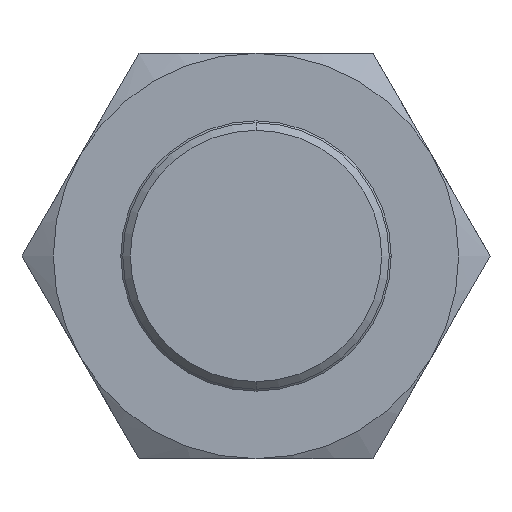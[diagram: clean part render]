
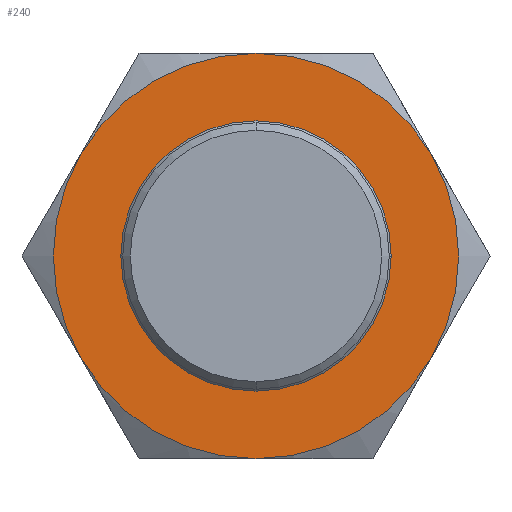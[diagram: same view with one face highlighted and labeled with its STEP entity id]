
A CAD part, left-side view. The second image highlights one B-rep face of the part: STEP entity #240.
In plain terms, the highlighted planar face has unit normal (-1, 0, 0).
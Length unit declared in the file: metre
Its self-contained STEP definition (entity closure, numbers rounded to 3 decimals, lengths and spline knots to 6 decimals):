
#240=ADVANCED_FACE('0:232',(#520,#521),#522,.T.);
#520=FACE_OUTER_BOUND('',#838,.T.);
#521=FACE_BOUND('',#839,.T.);
#522=PLANE('',#840);
#838=EDGE_LOOP('',(#1504,#1505,#1506,#1507,#1508,#1509));
#839=EDGE_LOOP('',(#1510,#1511));
#840=AXIS2_PLACEMENT_3D('',#1512,#1513,#1514);
#1504=ORIENTED_EDGE('',*,*,#2134,.T.);
#1505=ORIENTED_EDGE('',*,*,#2135,.T.);
#1506=ORIENTED_EDGE('',*,*,#2136,.T.);
#1507=ORIENTED_EDGE('',*,*,#2137,.T.);
#1508=ORIENTED_EDGE('',*,*,#2138,.T.);
#1509=ORIENTED_EDGE('',*,*,#2139,.T.);
#1510=ORIENTED_EDGE('',*,*,#2140,.F.);
#1511=ORIENTED_EDGE('',*,*,#1945,.F.);
#1512=CARTESIAN_POINT('',(-0.030006,0.001462,0.0));
#1513=DIRECTION('',(-1.0,0.0,0.0));
#1514=DIRECTION('',(0.0,0.0,1.0));
#1945=EDGE_CURVE('',#2339,#2333,#2341,.T.);
#2134=EDGE_CURVE('0:340',#2622,#2623,#2624,.F.);
#2135=EDGE_CURVE('0:397',#2623,#2625,#2626,.F.);
#2136=EDGE_CURVE('0:313',#2625,#2627,#2628,.F.);
#2137=EDGE_CURVE('0:400',#2627,#2629,#2630,.F.);
#2138=EDGE_CURVE('0:403',#2629,#2631,#2632,.F.);
#2139=EDGE_CURVE('0:349',#2631,#2622,#2633,.F.);
#2140=EDGE_CURVE('0:123',#2333,#2339,#2634,.T.);
#2333=VERTEX_POINT('',#2853);
#2339=VERTEX_POINT('',#2860);
#2341=CIRCLE('',#2863,0.0089);
#2622=VERTEX_POINT('',#3428);
#2623=VERTEX_POINT('',#3429);
#2624=CIRCLE('',#3430,0.0135);
#2625=VERTEX_POINT('',#3431);
#2626=CIRCLE('',#3432,0.0135);
#2627=VERTEX_POINT('',#3433);
#2628=CIRCLE('',#3434,0.0135);
#2629=VERTEX_POINT('',#3435);
#2630=CIRCLE('',#3436,0.0135);
#2631=VERTEX_POINT('',#3437);
#2632=CIRCLE('',#3438,0.0135);
#2633=CIRCLE('',#3439,0.0135);
#2634=CIRCLE('',#3440,0.0089);
#2853=CARTESIAN_POINT('',(-0.030006,-0.007438,0.0));
#2860=CARTESIAN_POINT('',(-0.030006,0.010362,0.));
#2863=AXIS2_PLACEMENT_3D('',#3790,#3791,#3792);
#3428=CARTESIAN_POINT('',(-0.030006,0.013154,-0.00675));
#3429=CARTESIAN_POINT('',(-0.030006,0.001462,-0.0135));
#3430=AXIS2_PLACEMENT_3D('',#4084,#4085,#4086);
#3431=CARTESIAN_POINT('',(-0.030006,-0.010229,-0.00675));
#3432=AXIS2_PLACEMENT_3D('',#4087,#4088,#4089);
#3433=CARTESIAN_POINT('',(-0.030006,-0.010229,0.00675));
#3434=AXIS2_PLACEMENT_3D('',#4090,#4091,#4092);
#3435=CARTESIAN_POINT('',(-0.030006,0.001462,0.0135));
#3436=AXIS2_PLACEMENT_3D('',#4093,#4094,#4095);
#3437=CARTESIAN_POINT('',(-0.030006,0.013154,0.00675));
#3438=AXIS2_PLACEMENT_3D('',#4096,#4097,#4098);
#3439=AXIS2_PLACEMENT_3D('',#4099,#4100,#4101);
#3440=AXIS2_PLACEMENT_3D('',#4102,#4103,#4104);
#3790=CARTESIAN_POINT('',(-0.030006,0.001462,0.0));
#3791=DIRECTION('',(-1.0,0.,0.0));
#3792=DIRECTION('',(0.,-1.0,0.0));
#4084=CARTESIAN_POINT('',(-0.030006,0.001462,0.0));
#4085=DIRECTION('',(1.0,0.,0.0));
#4086=DIRECTION('',(0.,1.0,0.0));
#4087=CARTESIAN_POINT('',(-0.030006,0.001462,0.0));
#4088=DIRECTION('',(1.0,0.,0.0));
#4089=DIRECTION('',(0.,1.0,0.0));
#4090=CARTESIAN_POINT('',(-0.030006,0.001462,0.0));
#4091=DIRECTION('',(1.0,0.0,0.0));
#4092=DIRECTION('',(0.0,0.0,-1.0));
#4093=CARTESIAN_POINT('',(-0.030006,0.001462,0.0));
#4094=DIRECTION('',(1.0,0.0,0.0));
#4095=DIRECTION('',(0.0,0.0,-1.0));
#4096=CARTESIAN_POINT('',(-0.030006,0.001462,0.));
#4097=DIRECTION('',(1.0,0.0,0.));
#4098=DIRECTION('',(0.,0.0,-1.0));
#4099=CARTESIAN_POINT('',(-0.030006,0.001462,0.0));
#4100=DIRECTION('',(1.0,0.0,0.0));
#4101=DIRECTION('',(0.0,0.0,-1.0));
#4102=CARTESIAN_POINT('',(-0.030006,0.001462,0.0));
#4103=DIRECTION('',(-1.0,0.,0.0));
#4104=DIRECTION('',(0.,-1.0,0.0));
